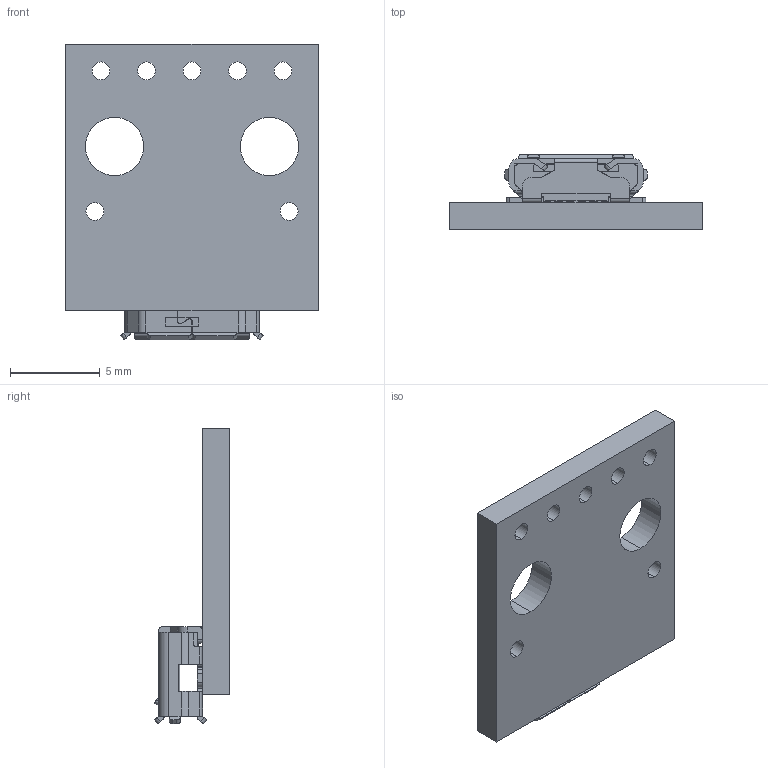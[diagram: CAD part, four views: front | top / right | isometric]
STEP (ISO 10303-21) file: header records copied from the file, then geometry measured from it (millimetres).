
FILE_DESCRIPTION (( 'STEP AP214' ), '1' );
FILE_NAME ('PCA-USB-micro-breakout.STEP', '2023-12-21T21:13:17', ( '' ), ( '' ), 'SwSTEP 2.0', 'SolidWorks 2021', '' );
FILE_SCHEMA (( 'AUTOMOTIVE_DESIGN' ));
Length unit declared in the file: millimetre
Products named in the file (3): micro_usb_47346-0001; PCA-USB-micro-breakout; PCB-USB-micro-breakout
Assembly tree (2 placements, depth 2):
  PCA-USB-micro-breakout
    PCB-USB-micro-breakout
    micro_usb_47346-0001
Bounding box: 14.1 x 4.21 x 16.53 mm (x, y, z)
Volume: 330.3 mm3; surface area: 787.2 mm2
Topology: 2 solids, 2 shells, 418 faces, 1216 edges, 790 vertices
Faces by surface type: plane 281, cylinder 133, sphere 4
Entity records: 14961 total; most frequent: CARTESIAN_POINT 2467, ORIENTED_EDGE 2424, DIRECTION 2303, EDGE_CURVE 1212, VECTOR 939, LINE 939, VERTEX_POINT 790, AXIS2_PLACEMENT_3D 682
